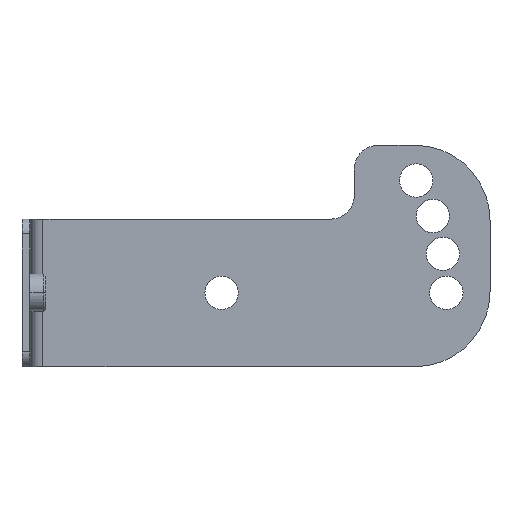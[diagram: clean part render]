
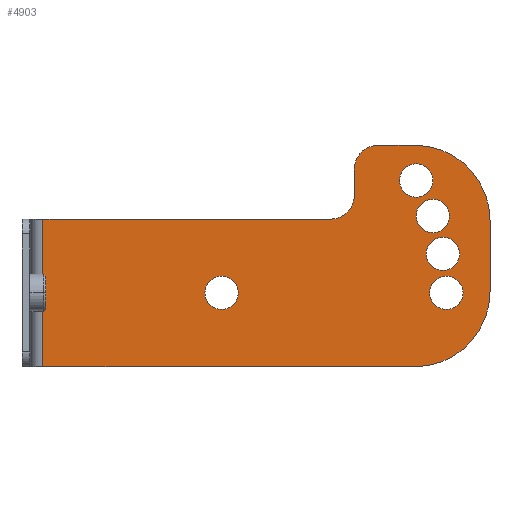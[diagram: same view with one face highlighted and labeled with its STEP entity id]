
A CAD part, left-side view. The second image highlights one B-rep face of the part: STEP entity #4903.
In plain terms, the highlighted planar face has unit normal (-1, 0, 0).
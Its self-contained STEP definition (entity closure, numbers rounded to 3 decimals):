
#942=DIRECTION('',(0.,0.,-1.));
#943=VECTOR('',#942,9.);
#944=CARTESIAN_POINT('',(-25.407,-110.,42.));
#945=LINE('',#944,#943);
#946=CARTESIAN_POINT('',(-25.407,-118.,42.));
#947=DIRECTION('',(-1.,0.,0.));
#948=DIRECTION('',(0.,0.,1.));
#949=AXIS2_PLACEMENT_3D('',#946,#947,#948);
#951=DIRECTION('',(0.,1.,0.));
#952=VECTOR('',#951,12.6);
#953=CARTESIAN_POINT('',(-25.407,-130.6,50.));
#954=LINE('',#953,#952);
#955=CARTESIAN_POINT('',(-25.407,-130.6,24.6));
#956=DIRECTION('',(-1.,0.,0.));
#957=DIRECTION('',(0.,-1.,0.));
#958=AXIS2_PLACEMENT_3D('',#955,#956,#957);
#960=CARTESIAN_POINT('',(-25.407,-130.6,0.4));
#961=DIRECTION('',(-1.,0.,0.));
#962=DIRECTION('',(0.,0.,-1.));
#963=AXIS2_PLACEMENT_3D('',#960,#961,#962);
#965=DIRECTION('',(0.,0.,1.));
#966=VECTOR('',#965,50.);
#967=CARTESIAN_POINT('',(-25.407,-4.457,-25.));
#968=LINE('',#967,#966);
#969=CARTESIAN_POINT('',(-25.407,-65.,0.));
#970=DIRECTION('',(1.,0.,0.));
#971=DIRECTION('',(0.,0.,1.));
#972=AXIS2_PLACEMENT_3D('',#969,#970,#971);
#974=CARTESIAN_POINT('',(-25.407,-65.,0.));
#975=DIRECTION('',(1.,0.,0.));
#976=DIRECTION('',(0.,0.,-1.));
#977=AXIS2_PLACEMENT_3D('',#974,#975,#976);
#979=CARTESIAN_POINT('',(-25.407,-141.2,0.));
#980=DIRECTION('',(1.,0.,0.));
#981=DIRECTION('',(0.,0.,1.));
#982=AXIS2_PLACEMENT_3D('',#979,#980,#981);
#984=CARTESIAN_POINT('',(-25.407,-141.2,0.));
#985=DIRECTION('',(1.,0.,0.));
#986=DIRECTION('',(0.,0.,-1.));
#987=AXIS2_PLACEMENT_3D('',#984,#985,#986);
#989=CARTESIAN_POINT('',(-25.407,-140.042,13.232));
#990=DIRECTION('',(1.,0.,0.));
#991=DIRECTION('',(0.,0.174,0.985));
#992=AXIS2_PLACEMENT_3D('',#989,#990,#991);
#994=CARTESIAN_POINT('',(-25.407,-140.042,13.232));
#995=DIRECTION('',(1.,0.,0.));
#996=DIRECTION('',(0.,-0.174,-0.985));
#997=AXIS2_PLACEMENT_3D('',#994,#995,#996);
#999=CARTESIAN_POINT('',(-25.407,-136.605,26.062));
#1000=DIRECTION('',(1.,0.,0.));
#1001=DIRECTION('',(0.,0.342,0.94));
#1002=AXIS2_PLACEMENT_3D('',#999,#1000,#1001);
#1004=CARTESIAN_POINT('',(-25.407,-136.605,26.062));
#1005=DIRECTION('',(1.,0.,0.));
#1006=DIRECTION('',(0.,-0.342,-0.94));
#1007=AXIS2_PLACEMENT_3D('',#1004,#1005,#1006);
#1009=CARTESIAN_POINT('',(-25.407,-130.991,38.1));
#1010=DIRECTION('',(1.,0.,0.));
#1011=DIRECTION('',(0.,0.5,0.866));
#1012=AXIS2_PLACEMENT_3D('',#1009,#1010,#1011);
#1014=CARTESIAN_POINT('',(-25.407,-130.991,38.1));
#1015=DIRECTION('',(1.,0.,0.));
#1016=DIRECTION('',(0.,-0.5,-0.866));
#1017=AXIS2_PLACEMENT_3D('',#1014,#1015,#1016);
#1023=DIRECTION('',(0.,-1.,0.));
#1024=VECTOR('',#1023,97.543);
#1025=CARTESIAN_POINT('',(-25.407,-4.457,25.));
#1026=LINE('',#1025,#1024);
#1035=CARTESIAN_POINT('',(-25.407,-102.,33.));
#1036=DIRECTION('',(1.,0.,0.));
#1037=DIRECTION('',(0.,-1.,0.));
#1038=AXIS2_PLACEMENT_3D('',#1035,#1036,#1037);
#3826=DIRECTION('',(0.,-1.,0.));
#3827=VECTOR('',#3826,126.143);
#3828=CARTESIAN_POINT('',(-25.407,-4.457,-25.));
#3829=LINE('',#3828,#3827);
#3842=DIRECTION('',(0.,0.,1.));
#3843=VECTOR('',#3842,24.2);
#3844=CARTESIAN_POINT('',(-25.407,-156.,0.4));
#3845=LINE('',#3844,#3843);
#3900=CARTESIAN_POINT('',(-25.407,-4.457,-25.));
#3901=VERTEX_POINT('',#3900);
#3908=CARTESIAN_POINT('',(-25.407,-4.457,25.));
#3909=VERTEX_POINT('',#3908);
#3934=CARTESIAN_POINT('',(-25.407,-156.,24.6));
#3935=CARTESIAN_POINT('',(-25.407,-130.6,50.));
#3936=VERTEX_POINT('',#3934);
#3937=VERTEX_POINT('',#3935);
#3950=CARTESIAN_POINT('',(-25.407,-130.6,-25.));
#3951=CARTESIAN_POINT('',(-25.407,-156.,0.4));
#3952=VERTEX_POINT('',#3950);
#3953=VERTEX_POINT('',#3951);
#3958=CARTESIAN_POINT('',(-25.407,-118.,50.));
#3959=CARTESIAN_POINT('',(-25.407,-110.,42.));
#3960=VERTEX_POINT('',#3958);
#3961=VERTEX_POINT('',#3959);
#3978=CARTESIAN_POINT('',(-25.407,-65.,5.65));
#3979=CARTESIAN_POINT('',(-25.407,-65.,-5.65));
#3980=VERTEX_POINT('',#3978);
#3981=VERTEX_POINT('',#3979);
#3994=CARTESIAN_POINT('',(-25.407,-141.2,5.65));
#3995=CARTESIAN_POINT('',(-25.407,-141.2,-5.65));
#3996=VERTEX_POINT('',#3994);
#3997=VERTEX_POINT('',#3995);
#4014=CARTESIAN_POINT('',(-25.407,-110.,33.));
#4016=VERTEX_POINT('',#4014);
#4018=CARTESIAN_POINT('',(-25.407,-102.,25.));
#4020=VERTEX_POINT('',#4018);
#4026=CARTESIAN_POINT('',(-25.407,-139.061,18.796));
#4027=CARTESIAN_POINT('',(-25.407,-141.023,7.668));
#4028=VERTEX_POINT('',#4026);
#4029=VERTEX_POINT('',#4027);
#4042=CARTESIAN_POINT('',(-25.407,-134.672,31.371));
#4043=CARTESIAN_POINT('',(-25.407,-138.537,20.753));
#4044=VERTEX_POINT('',#4042);
#4045=VERTEX_POINT('',#4043);
#4058=CARTESIAN_POINT('',(-25.407,-128.166,42.993));
#4059=CARTESIAN_POINT('',(-25.407,-133.816,33.207));
#4060=VERTEX_POINT('',#4058);
#4061=VERTEX_POINT('',#4059);
#4846=CARTESIAN_POINT('',(-25.407,-4.457,-25.));
#4847=DIRECTION('',(-1.,0.,0.));
#4848=DIRECTION('',(0.,-1.,0.));
#4849=AXIS2_PLACEMENT_3D('',#4846,#4847,#4848);
#4850=PLANE('',#4849);
#4852=ORIENTED_EDGE('',*,*,#4851,.T.);
#4854=ORIENTED_EDGE('',*,*,#4853,.F.);
#4856=ORIENTED_EDGE('',*,*,#4855,.F.);
#4858=ORIENTED_EDGE('',*,*,#4857,.F.);
#4860=ORIENTED_EDGE('',*,*,#4859,.F.);
#4862=ORIENTED_EDGE('',*,*,#4861,.F.);
#4864=ORIENTED_EDGE('',*,*,#4863,.F.);
#4866=ORIENTED_EDGE('',*,*,#4865,.F.);
#4868=ORIENTED_EDGE('',*,*,#4867,.F.);
#4870=ORIENTED_EDGE('',*,*,#4869,.T.);
#4871=EDGE_LOOP('',(#4852,#4854,#4856,#4858,#4860,#4862,#4864,#4866,#4868,
#4870));
#4872=FACE_OUTER_BOUND('',#4871,.F.);
#4874=ORIENTED_EDGE('',*,*,#4873,.F.);
#4876=ORIENTED_EDGE('',*,*,#4875,.F.);
#4877=EDGE_LOOP('',(#4874,#4876));
#4878=FACE_BOUND('',#4877,.F.);
#4880=ORIENTED_EDGE('',*,*,#4879,.F.);
#4882=ORIENTED_EDGE('',*,*,#4881,.F.);
#4883=EDGE_LOOP('',(#4880,#4882));
#4884=FACE_BOUND('',#4883,.F.);
#4886=ORIENTED_EDGE('',*,*,#4885,.F.);
#4888=ORIENTED_EDGE('',*,*,#4887,.F.);
#4889=EDGE_LOOP('',(#4886,#4888));
#4890=FACE_BOUND('',#4889,.F.);
#4892=ORIENTED_EDGE('',*,*,#4891,.F.);
#4894=ORIENTED_EDGE('',*,*,#4893,.F.);
#4895=EDGE_LOOP('',(#4892,#4894));
#4896=FACE_BOUND('',#4895,.F.);
#4898=ORIENTED_EDGE('',*,*,#4897,.F.);
#4900=ORIENTED_EDGE('',*,*,#4899,.F.);
#4901=EDGE_LOOP('',(#4898,#4900));
#4902=FACE_BOUND('',#4901,.F.);
#4903=ADVANCED_FACE('',(#4872,#4878,#4884,#4890,#4896,#4902),#4850,.T.);
#950=CIRCLE('',#949,8.);
#959=CIRCLE('',#958,25.4);
#964=CIRCLE('',#963,25.4);
#973=CIRCLE('',#972,5.65);
#978=CIRCLE('',#977,5.65);
#983=CIRCLE('',#982,5.65);
#988=CIRCLE('',#987,5.65);
#993=CIRCLE('',#992,5.65);
#998=CIRCLE('',#997,5.65);
#1003=CIRCLE('',#1002,5.65);
#1008=CIRCLE('',#1007,5.65);
#1013=CIRCLE('',#1012,5.65);
#1018=CIRCLE('',#1017,5.65);
#1039=CIRCLE('',#1038,8.);
#4851=EDGE_CURVE('',#3909,#4020,#1026,.T.);
#4853=EDGE_CURVE('',#4016,#4020,#1039,.T.);
#4855=EDGE_CURVE('',#3961,#4016,#945,.T.);
#4857=EDGE_CURVE('',#3960,#3961,#950,.T.);
#4859=EDGE_CURVE('',#3937,#3960,#954,.T.);
#4861=EDGE_CURVE('',#3936,#3937,#959,.T.);
#4863=EDGE_CURVE('',#3953,#3936,#3845,.T.);
#4865=EDGE_CURVE('',#3952,#3953,#964,.T.);
#4867=EDGE_CURVE('',#3901,#3952,#3829,.T.);
#4869=EDGE_CURVE('',#3901,#3909,#968,.T.);
#4873=EDGE_CURVE('',#3980,#3981,#973,.T.);
#4875=EDGE_CURVE('',#3981,#3980,#978,.T.);
#4879=EDGE_CURVE('',#3996,#3997,#983,.T.);
#4881=EDGE_CURVE('',#3997,#3996,#988,.T.);
#4885=EDGE_CURVE('',#4028,#4029,#993,.T.);
#4887=EDGE_CURVE('',#4029,#4028,#998,.T.);
#4891=EDGE_CURVE('',#4044,#4045,#1003,.T.);
#4893=EDGE_CURVE('',#4045,#4044,#1008,.T.);
#4897=EDGE_CURVE('',#4060,#4061,#1013,.T.);
#4899=EDGE_CURVE('',#4061,#4060,#1018,.T.);
